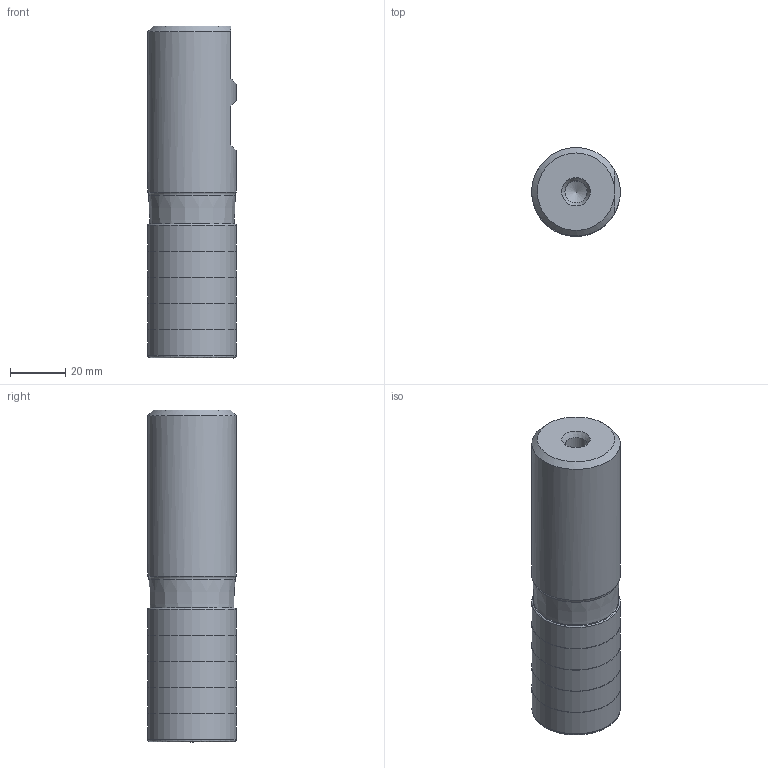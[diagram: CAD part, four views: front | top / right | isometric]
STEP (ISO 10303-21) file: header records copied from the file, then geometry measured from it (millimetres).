
FILE_DESCRIPTION(/* description */ (''),/* implementation_level */ '2;1');
FILE_NAME(/* name */ '202746094ndi000_00.stp',/* time_stamp */ '2019-12-09T14:50:14+01:00',/* author */ (''),/* organization */ (''),/* preprocessor_version */ 'ST-DEVELOPER v16.7',/* originating_system */ 'SIEMENS PLM Software NX 12.0',/* authorisation */ '');
FILE_SCHEMA (('AUTOMOTIVE_DESIGN { 1 0 10303 214 3 1 1 1 }'));
Length unit declared in the file: millimetre
Products named in the file (1): mp54C388C220901j
Bounding box: 32 x 32 x 120 mm (x, y, z)
Volume: 109737 mm3; surface area: 24334.6 mm2
Topology: 2 solids, 2 shells, 63 faces, 137 edges, 76 vertices
Faces by surface type: revolution 35, cone 11, plane 7, torus 6, cylinder 3, bspline 1
Full cylindrical faces by diameter (mm): 8 x1, 30.279 x1, 32 x1
Entity records: 1755 total; most frequent: CARTESIAN_POINT 624, DIRECTION 214, ORIENTED_EDGE 138, EDGE_LOOP 119, FACE_BOUND 115, AXIS2_PLACEMENT_3D 86, EDGE_CURVE 69, VERTEX_POINT 66
